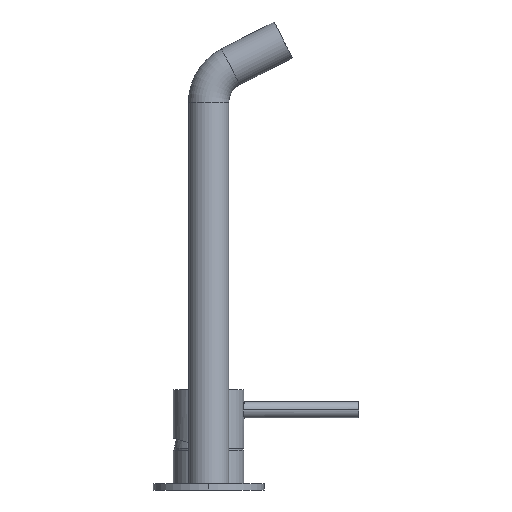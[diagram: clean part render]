
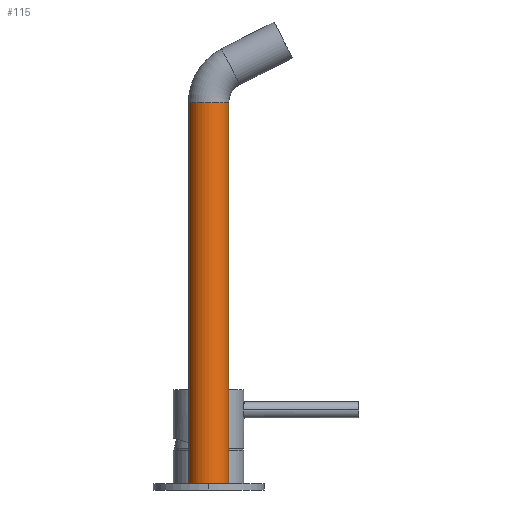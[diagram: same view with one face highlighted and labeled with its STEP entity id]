
A CAD part, left-side view. The second image highlights one B-rep face of the part: STEP entity #115.
In plain terms, the highlighted cylindrical face has radius 10 mm (diameter 20 mm), a partial arc.
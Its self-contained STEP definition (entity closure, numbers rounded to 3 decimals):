
#12 = DIRECTION ( 'NONE',  ( 1., 0., 0. ) ) ;
#86 = DIRECTION ( 'NONE',  ( 0., 0., 1. ) ) ;
#115 = ADVANCED_FACE ( 'NONE', ( #537 ), #2283, .T. ) ;
#202 = VERTEX_POINT ( 'NONE', #632 ) ;
#254 = VERTEX_POINT ( 'NONE', #1618 ) ;
#279 = ORIENTED_EDGE ( 'NONE', *, *, #1964, .F. ) ;
#304 = DIRECTION ( 'NONE',  ( 1., 0., 0. ) ) ;
#409 = DIRECTION ( 'NONE',  ( 0., 0., 1. ) ) ;
#414 = VERTEX_POINT ( 'NONE', #1902 ) ;
#436 = CARTESIAN_POINT ( 'NONE',  ( 0., 10., 0. ) ) ;
#537 = FACE_OUTER_BOUND ( 'NONE', #1148, .T. ) ;
#540 = CIRCLE ( 'NONE', #819, 10. ) ;
#596 = CARTESIAN_POINT ( 'NONE',  ( 0., 0., 0. ) ) ;
#625 = LINE ( 'NONE', #989, #1815 ) ;
#632 = CARTESIAN_POINT ( 'NONE',  ( 0., -10., 188.892 ) ) ;
#819 = AXIS2_PLACEMENT_3D ( 'NONE', #596, #409, #12 ) ;
#875 = AXIS2_PLACEMENT_3D ( 'NONE', #1710, #2297, #930 ) ;
#930 = DIRECTION ( 'NONE',  ( 0., -1., 0. ) ) ;
#989 = CARTESIAN_POINT ( 'NONE',  ( 0., -10., 0. ) ) ;
#1048 = VECTOR ( 'NONE', #1725, 1000. ) ;
#1148 = EDGE_LOOP ( 'NONE', ( #1514, #1966, #1159, #279 ) ) ;
#1159 = ORIENTED_EDGE ( 'NONE', *, *, #1762, .T. ) ;
#1382 = LINE ( 'NONE', #436, #1048 ) ;
#1438 = CARTESIAN_POINT ( 'NONE',  ( 0., 0., 188.892 ) ) ;
#1483 = CIRCLE ( 'NONE', #1936, 10. ) ;
#1514 = ORIENTED_EDGE ( 'NONE', *, *, #2428, .F. ) ;
#1521 = CARTESIAN_POINT ( 'NONE',  ( 0., 10., 188.892 ) ) ;
#1618 = CARTESIAN_POINT ( 'NONE',  ( 0., -10., 0. ) ) ;
#1710 = CARTESIAN_POINT ( 'NONE',  ( 0., 0., 0. ) ) ;
#1725 = DIRECTION ( 'NONE',  ( 0., 0., 1. ) ) ;
#1762 = EDGE_CURVE ( 'NONE', #254, #202, #625, .T. ) ;
#1815 = VECTOR ( 'NONE', #2361, 1000. ) ;
#1902 = CARTESIAN_POINT ( 'NONE',  ( 0., 10., 0. ) ) ;
#1936 = AXIS2_PLACEMENT_3D ( 'NONE', #1438, #86, #304 ) ;
#1964 = EDGE_CURVE ( 'NONE', #2167, #202, #1483, .T. ) ;
#1966 = ORIENTED_EDGE ( 'NONE', *, *, #2444, .T. ) ;
#2167 = VERTEX_POINT ( 'NONE', #1521 ) ;
#2283 = CYLINDRICAL_SURFACE ( 'NONE', #875, 10. ) ;
#2297 = DIRECTION ( 'NONE',  ( 0., 0., 1. ) ) ;
#2361 = DIRECTION ( 'NONE',  ( 0., 0., 1. ) ) ;
#2428 = EDGE_CURVE ( 'NONE', #414, #2167, #1382, .T. ) ;
#2444 = EDGE_CURVE ( 'NONE', #414, #254, #540, .T. ) ;
